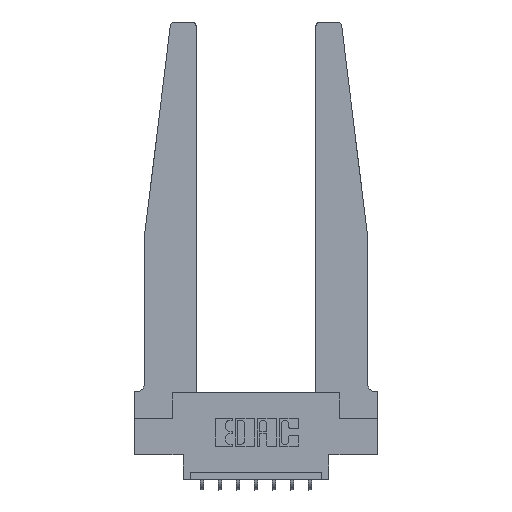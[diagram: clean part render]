
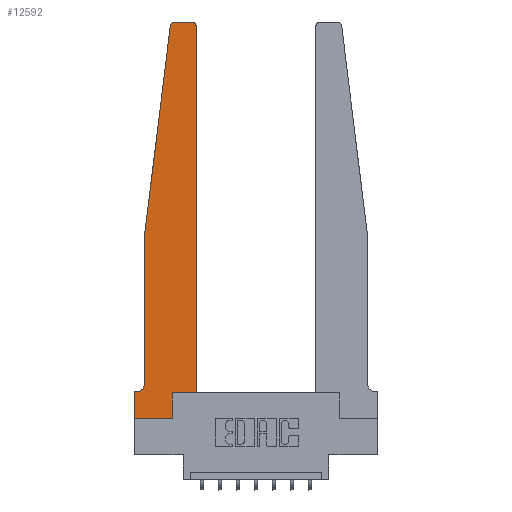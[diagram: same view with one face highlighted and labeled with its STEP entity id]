
A CAD part, top view. The second image highlights one B-rep face of the part: STEP entity #12592.
In plain terms, the highlighted planar face has unit normal (0, 0, 1).
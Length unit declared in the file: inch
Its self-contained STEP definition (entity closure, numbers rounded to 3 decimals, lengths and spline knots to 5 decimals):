
#67 = CARTESIAN_POINT ( 'NONE',  ( 0.425, 0.18, 0.37 ) ) ;
#162 = CARTESIAN_POINT ( 'NONE',  ( 0.425, 0.18, 0.37 ) ) ;
#488 = CARTESIAN_POINT ( 'NONE',  ( 0., 0., 0.37 ) ) ;
#758 = CARTESIAN_POINT ( 'NONE',  ( 0.2605, 0.18, 0.37 ) ) ;
#763 = ORIENTED_EDGE ( 'NONE', *, *, #9874, .T. ) ;
#968 = DIRECTION ( 'NONE',  ( 0., -1., 0. ) ) ;
#977 = VERTEX_POINT ( 'NONE', #6969 ) ;
#990 = FACE_OUTER_BOUND ( 'NONE', #4050, .T. ) ;
#1038 = DIRECTION ( 'NONE',  ( -1., 0., 0. ) ) ;
#1086 = VERTEX_POINT ( 'NONE', #9956 ) ;
#1311 = AXIS2_PLACEMENT_3D ( 'NONE', #4326, #6534, #14006 ) ;
#1786 = VECTOR ( 'NONE', #2017, 39.37008 ) ;
#1896 = CARTESIAN_POINT ( 'NONE',  ( 0.065, 1.25, 0.37 ) ) ;
#1973 = VERTEX_POINT ( 'NONE', #758 ) ;
#2000 = VECTOR ( 'NONE', #6210, 39.37008 ) ;
#2017 = DIRECTION ( 'NONE',  ( 0., 1., 0. ) ) ;
#2091 = CARTESIAN_POINT ( 'NONE',  ( 0.065, 0.1875, 0.37 ) ) ;
#2391 = ORIENTED_EDGE ( 'NONE', *, *, #6002, .T. ) ;
#2453 = DIRECTION ( 'NONE',  ( 0., 0., 1. ) ) ;
#2519 = DIRECTION ( 'NONE',  ( 0., 0., 1. ) ) ;
#2570 = ORIENTED_EDGE ( 'NONE', *, *, #7978, .T. ) ;
#2734 = DIRECTION ( 'NONE',  ( -0.122, -0.992, 0. ) ) ;
#3042 = EDGE_CURVE ( 'NONE', #13455, #1086, #6707, .T. ) ;
#3328 = ORIENTED_EDGE ( 'NONE', *, *, #11975, .T. ) ;
#3808 = CARTESIAN_POINT ( 'NONE',  ( 0.015, 0.2375, 0.37 ) ) ;
#3941 = CARTESIAN_POINT ( 'NONE',  ( 0., 0.1875, 0.37 ) ) ;
#4042 = VECTOR ( 'NONE', #968, 39.37008 ) ;
#4047 = EDGE_CURVE ( 'NONE', #6209, #10123, #6361, .T. ) ;
#4050 = EDGE_LOOP ( 'NONE', ( #6021, #5500, #13028, #2570, #13807, #3328, #7406, #2391, #8478, #13808, #763, #8182 ) ) ;
#4066 = CARTESIAN_POINT ( 'NONE',  ( 0., 0., 0.37 ) ) ;
#4083 = CIRCLE ( 'NONE', #5947, 0.03 ) ;
#4326 = CARTESIAN_POINT ( 'NONE',  ( 0., 0.1875, 0.37 ) ) ;
#4379 = LINE ( 'NONE', #8555, #1786 ) ;
#4412 = AXIS2_PLACEMENT_3D ( 'NONE', #3808, #11389, #4934 ) ;
#4424 = LINE ( 'NONE', #4066, #10186 ) ;
#4562 = CARTESIAN_POINT ( 'NONE',  ( 0.24675, 2.72367, 0.37 ) ) ;
#4934 = DIRECTION ( 'NONE',  ( -1., 0., 0. ) ) ;
#4984 = EDGE_CURVE ( 'NONE', #5986, #9689, #4424, .T. ) ;
#5373 = LINE ( 'NONE', #9850, #10427 ) ;
#5389 = CARTESIAN_POINT ( 'NONE',  ( 0.395, 2.75, 0.37 ) ) ;
#5500 = ORIENTED_EDGE ( 'NONE', *, *, #10407, .T. ) ;
#5525 = CARTESIAN_POINT ( 'NONE',  ( 0.25, 2.75, 0.37 ) ) ;
#5947 = AXIS2_PLACEMENT_3D ( 'NONE', #8963, #2453, #10071 ) ;
#5986 = VERTEX_POINT ( 'NONE', #3941 ) ;
#6002 = EDGE_CURVE ( 'NONE', #9689, #8888, #13512, .T. ) ;
#6015 = LINE ( 'NONE', #2091, #11395 ) ;
#6021 = ORIENTED_EDGE ( 'NONE', *, *, #4047, .T. ) ;
#6209 = VERTEX_POINT ( 'NONE', #5389 ) ;
#6210 = DIRECTION ( 'NONE',  ( 1., 0., 0. ) ) ;
#6361 = LINE ( 'NONE', #5525, #11732 ) ;
#6534 = DIRECTION ( 'NONE',  ( 0., 0., 1. ) ) ;
#6675 = DIRECTION ( 'NONE',  ( 0., 1., 0. ) ) ;
#6707 = CIRCLE ( 'NONE', #4412, 0.05 ) ;
#6855 = CARTESIAN_POINT ( 'NONE',  ( 0.2605, 0., 0.37 ) ) ;
#6969 = CARTESIAN_POINT ( 'NONE',  ( 0.425, 2.72, 0.37 ) ) ;
#7095 = CARTESIAN_POINT ( 'NONE',  ( 0.065, 1.25, 0.37 ) ) ;
#7191 = VERTEX_POINT ( 'NONE', #4562 ) ;
#7212 = CIRCLE ( 'NONE', #12920, 0.03 ) ;
#7377 = VERTEX_POINT ( 'NONE', #1896 ) ;
#7406 = ORIENTED_EDGE ( 'NONE', *, *, #4984, .T. ) ;
#7735 = DIRECTION ( 'NONE',  ( 1., 0., 0. ) ) ;
#7924 = LINE ( 'NONE', #7095, #10468 ) ;
#7958 = EDGE_CURVE ( 'NONE', #8888, #1973, #4379, .T. ) ;
#7978 = EDGE_CURVE ( 'NONE', #7377, #13455, #12623, .T. ) ;
#8182 = ORIENTED_EDGE ( 'NONE', *, *, #13349, .T. ) ;
#8419 = EDGE_CURVE ( 'NONE', #7191, #7377, #7924, .T. ) ;
#8478 = ORIENTED_EDGE ( 'NONE', *, *, #7958, .T. ) ;
#8555 = CARTESIAN_POINT ( 'NONE',  ( 0.2605, 0.18, 0.37 ) ) ;
#8793 = EDGE_CURVE ( 'NONE', #1973, #8845, #11456, .T. ) ;
#8845 = VERTEX_POINT ( 'NONE', #162 ) ;
#8888 = VERTEX_POINT ( 'NONE', #6855 ) ;
#8963 = CARTESIAN_POINT ( 'NONE',  ( 0.395, 2.72, 0.37 ) ) ;
#9027 = CARTESIAN_POINT ( 'NONE',  ( 0.27653, 2.72, 0.37 ) ) ;
#9260 = VECTOR ( 'NONE', #7735, 39.37008 ) ;
#9283 = CARTESIAN_POINT ( 'NONE',  ( 0.27653, 2.75, 0.37 ) ) ;
#9689 = VERTEX_POINT ( 'NONE', #488 ) ;
#9749 = DIRECTION ( 'NONE',  ( -1., 0., 0. ) ) ;
#9850 = CARTESIAN_POINT ( 'NONE',  ( 0.425, 0.18, 0.37 ) ) ;
#9874 = EDGE_CURVE ( 'NONE', #8845, #977, #5373, .T. ) ;
#9956 = CARTESIAN_POINT ( 'NONE',  ( 0.015, 0.1875, 0.37 ) ) ;
#10071 = DIRECTION ( 'NONE',  ( 1., 0., 0. ) ) ;
#10123 = VERTEX_POINT ( 'NONE', #9283 ) ;
#10135 = DIRECTION ( 'NONE',  ( 1., 0., 0. ) ) ;
#10186 = VECTOR ( 'NONE', #11680, 39.37008 ) ;
#10407 = EDGE_CURVE ( 'NONE', #10123, #7191, #7212, .T. ) ;
#10427 = VECTOR ( 'NONE', #6675, 39.37008 ) ;
#10468 = VECTOR ( 'NONE', #2734, 39.37008 ) ;
#11330 = CARTESIAN_POINT ( 'NONE',  ( 0.065, 0.2375, 0.37 ) ) ;
#11389 = DIRECTION ( 'NONE',  ( 0., 0., -1. ) ) ;
#11395 = VECTOR ( 'NONE', #9749, 39.37008 ) ;
#11456 = LINE ( 'NONE', #67, #9260 ) ;
#11680 = DIRECTION ( 'NONE',  ( 0., -1., 0. ) ) ;
#11732 = VECTOR ( 'NONE', #1038, 39.37008 ) ;
#11975 = EDGE_CURVE ( 'NONE', #1086, #5986, #6015, .T. ) ;
#12592 = ADVANCED_FACE ( 'NONE', ( #990 ), #12933, .T. ) ;
#12623 = LINE ( 'NONE', #13937, #4042 ) ;
#12920 = AXIS2_PLACEMENT_3D ( 'NONE', #9027, #2519, #10135 ) ;
#12933 = PLANE ( 'NONE',  #1311 ) ;
#13028 = ORIENTED_EDGE ( 'NONE', *, *, #8419, .T. ) ;
#13349 = EDGE_CURVE ( 'NONE', #977, #6209, #4083, .T. ) ;
#13455 = VERTEX_POINT ( 'NONE', #11330 ) ;
#13512 = LINE ( 'NONE', #13682, #2000 ) ;
#13682 = CARTESIAN_POINT ( 'NONE',  ( 0., 0., 0.37 ) ) ;
#13807 = ORIENTED_EDGE ( 'NONE', *, *, #3042, .T. ) ;
#13808 = ORIENTED_EDGE ( 'NONE', *, *, #8793, .T. ) ;
#13937 = CARTESIAN_POINT ( 'NONE',  ( 0.065, 1.25, 0.37 ) ) ;
#14006 = DIRECTION ( 'NONE',  ( 1., 0., 0. ) ) ;
